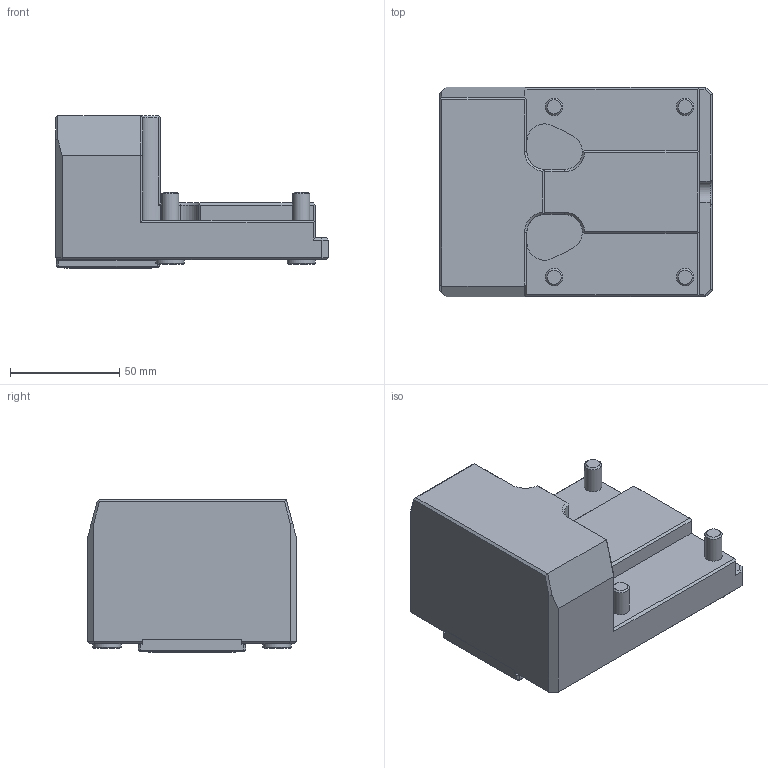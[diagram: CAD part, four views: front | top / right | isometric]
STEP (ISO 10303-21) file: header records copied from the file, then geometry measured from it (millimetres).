
FILE_DESCRIPTION(/* description */ ('Unknown'),/* implementation_level */ '2;1');
FILE_NAME(/* name */ 'C4_TRE_MZ_J_SIM',/* time_stamp */ '2023-04-28T09:09:53+02:00',/* author */ ('WTO KS'),/* organization */ ('WTO'),/* preprocessor_version */ 'ST-DEVELOPER v16.7',/* originating_system */ 'DEX',/* authorisation */ $);
FILE_SCHEMA (('AUTOMOTIVE_DESIGN {1 0 10303 214 3 1 1}'));
Length unit declared in the file: millimetre
Products named in the file (1): C4-TRE-MZ-J
Bounding box: 125 x 96 x 69.99 mm (x, y, z)
Volume: 416422.8 mm3; surface area: 50720.9 mm2
Topology: 1 solids, 1 shells, 177 faces, 447 edges, 283 vertices
Faces by surface type: plane 125, cylinder 26, cone 16, torus 5, sphere 4, bspline 1
Full cylindrical faces by diameter (mm): 2.5 x1, 5.994 x1, 7.193 x4, 7.992 x4, 12.987 x4, 39.96 x1
Entity records: 5166 total; most frequent: CARTESIAN_POINT 1087, DIRECTION 821, ORIENTED_EDGE 798, EDGE_CURVE 399, LINE 293, VECTOR 293, VERTEX_POINT 269, AXIS2_PLACEMENT_3D 264
